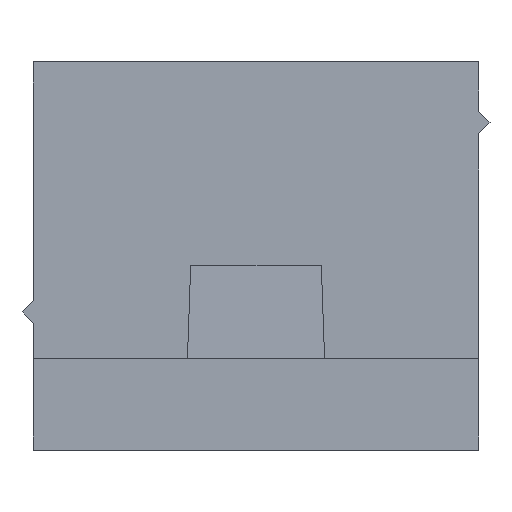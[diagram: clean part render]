
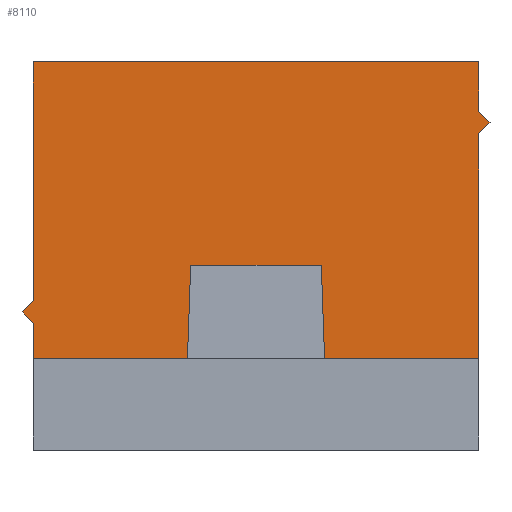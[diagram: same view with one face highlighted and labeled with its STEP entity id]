
A CAD part, left-side view. The second image highlights one B-rep face of the part: STEP entity #8110.
In plain terms, the highlighted face is planar.
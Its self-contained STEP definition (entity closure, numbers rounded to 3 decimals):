
#60=CARTESIAN_POINT('',(1.078,19.,
15.));
#70=DIRECTION('',(1.,0.,0.));
#80=VECTOR('',#70,1.);
#90=LINE('',#60,#80);
#100=CARTESIAN_POINT('',(-56.15,19.,
15.));
#110=VERTEX_POINT('',#100);
#120=CARTESIAN_POINT('',(-36.65,19.,
15.));
#130=VERTEX_POINT('',#120);
#140=EDGE_CURVE('',#110,#130,#90,.T.);
#3690=CARTESIAN_POINT('',(-36.65,19.,
2.));
#3700=VERTEX_POINT('',#3690);
#3730=CARTESIAN_POINT('',(1.078,19.,
2.));
#3740=DIRECTION('',(1.,0.,0.));
#3750=VECTOR('',#3740,1.);
#3760=LINE('',#3730,#3750);
#3770=CARTESIAN_POINT('',(-44.897,19.,
2.));
#3780=VERTEX_POINT('',#3770);
#3790=EDGE_CURVE('',#3780,#3700,#3760,.T.);
#4330=CARTESIAN_POINT('',(-47.903,19.,
2.));
#4340=VERTEX_POINT('',#4330);
#4370=CARTESIAN_POINT('',(-56.15,19.,
2.));
#4380=VERTEX_POINT('',#4370);
#4390=EDGE_CURVE('',#4380,#4340,#3760,.T.);
#5330=CARTESIAN_POINT('',(-47.76,19.,
6.1));
#5340=VERTEX_POINT('',#5330);
#5370=CARTESIAN_POINT('',(-47.973,19.,
0.));
#5380=DIRECTION('',(0.035,0.,
0.999));
#5390=VECTOR('',#5380,1.);
#5400=LINE('',#5370,#5390);
#5410=EDGE_CURVE('',#4340,#5340,#5400,.T.);
#6210=CARTESIAN_POINT('',(-45.04,19.,
6.1));
#6220=VERTEX_POINT('',#6210);
#6250=CARTESIAN_POINT('',(1.078,19.,
6.1));
#6260=DIRECTION('',(-1.,0.,0.));
#6270=VECTOR('',#6260,1.);
#6280=LINE('',#6250,#6270);
#6290=EDGE_CURVE('',#6220,#5340,#6280,.T.);
#7210=CARTESIAN_POINT('',(-44.827,19.,
0.));
#7220=DIRECTION('',(0.035,0.,
-0.999));
#7230=VECTOR('',#7220,1.);
#7240=LINE('',#7210,#7230);
#7250=EDGE_CURVE('',#6220,#3780,#7240,.T.);
#7380=CARTESIAN_POINT('',(-46.4,19.,
5.75));
#7390=DIRECTION('',(0.,-1.,0.));
#7400=DIRECTION('',(1.,0.,0.));
#7410=AXIS2_PLACEMENT_3D('',#7380,#7390,#7400);
#7420=PLANE('',#7410);
#7430=ORIENTED_EDGE('',*,*,#4390,.F.);
#7440=ORIENTED_EDGE('',*,*,#5410,.F.);
#7450=ORIENTED_EDGE('',*,*,#6290,.T.);
#7460=ORIENTED_EDGE('',*,*,#7250,.F.);
#7470=ORIENTED_EDGE('',*,*,#3790,.F.);
#7480=CARTESIAN_POINT('',(-36.65,19.,
0.));
#7490=DIRECTION('',(0.,0.,1.));
#7500=VECTOR('',#7490,1.);
#7510=LINE('',#7480,#7500);
#7520=CARTESIAN_POINT('',(-36.65,19.,
3.55));
#7530=VERTEX_POINT('',#7520);
#7540=EDGE_CURVE('',#3700,#7530,#7510,.T.);
#7550=ORIENTED_EDGE('',*,*,#7540,.F.);
#7560=CARTESIAN_POINT('',(0.578,19.,
40.778));
#7570=DIRECTION('',(-0.707,0.,
-0.707));
#7580=VECTOR('',#7570,1.);
#7590=LINE('',#7560,#7580);
#7600=CARTESIAN_POINT('',(-36.15,19.,
4.05));
#7610=VERTEX_POINT('',#7600);
#7620=EDGE_CURVE('',#7610,#7530,#7590,.T.);
#7630=ORIENTED_EDGE('',*,*,#7620,.T.);
#7640=CARTESIAN_POINT('',(0.578,19.,
-32.678));
#7650=DIRECTION('',(0.707,0.,
-0.707));
#7660=VECTOR('',#7650,1.);
#7670=LINE('',#7640,#7660);
#7680=CARTESIAN_POINT('',(-36.65,19.,
4.55));
#7690=VERTEX_POINT('',#7680);
#7700=EDGE_CURVE('',#7690,#7610,#7670,.T.);
#7710=ORIENTED_EDGE('',*,*,#7700,.T.);
#7720=CARTESIAN_POINT('',(-36.65,19.,
0.));
#7730=DIRECTION('',(0.,0.,1.));
#7740=VECTOR('',#7730,1.);
#7750=LINE('',#7720,#7740);
#7760=EDGE_CURVE('',#7690,#130,#7750,.T.);
#7770=ORIENTED_EDGE('',*,*,#7760,.F.);
#7780=ORIENTED_EDGE('',*,*,#140,.T.);
#7790=CARTESIAN_POINT('',(-56.15,19.,
0.));
#7800=DIRECTION('',(0.,0.,-1.));
#7810=VECTOR('',#7800,1.);
#7820=LINE('',#7790,#7810);
#7830=CARTESIAN_POINT('',(-56.15,19.,
12.85));
#7840=VERTEX_POINT('',#7830);
#7850=EDGE_CURVE('',#110,#7840,#7820,.T.);
#7860=ORIENTED_EDGE('',*,*,#7850,.F.);
#7870=CARTESIAN_POINT('',(1.078,19.,
70.078));
#7880=DIRECTION('',(0.707,0.,
0.707));
#7890=VECTOR('',#7880,1.);
#7900=LINE('',#7870,#7890);
#7910=CARTESIAN_POINT('',(-56.65,19.,12.35));
#7920=VERTEX_POINT('',#7910);
#7930=EDGE_CURVE('',#7920,#7840,#7900,.T.);
#7940=ORIENTED_EDGE('',*,*,#7930,.T.);
#7950=CARTESIAN_POINT('',(-44.3,19.,
0.));
#7960=DIRECTION('',(-0.707,0.,
0.707));
#7970=VECTOR('',#7960,1.);
#7980=LINE('',#7950,#7970);
#7990=CARTESIAN_POINT('',(-56.15,19.,
11.85));
#8000=VERTEX_POINT('',#7990);
#8010=EDGE_CURVE('',#8000,#7920,#7980,.T.);
#8020=ORIENTED_EDGE('',*,*,#8010,.T.);
#8030=CARTESIAN_POINT('',(-56.15,19.,
0.));
#8040=DIRECTION('',(0.,0.,-1.));
#8050=VECTOR('',#8040,1.);
#8060=LINE('',#8030,#8050);
#8070=EDGE_CURVE('',#8000,#4380,#8060,.T.);
#8080=ORIENTED_EDGE('',*,*,#8070,.F.);
#8090=EDGE_LOOP('',(#8080,#8020,#7940,#7860,#7780,#7770,#7710,#7630,
#7550,#7470,#7460,#7450,#7440,#7430));
#8100=FACE_OUTER_BOUND('',#8090,.T.);
#8110=ADVANCED_FACE('',(#8100),#7420,.F.);
